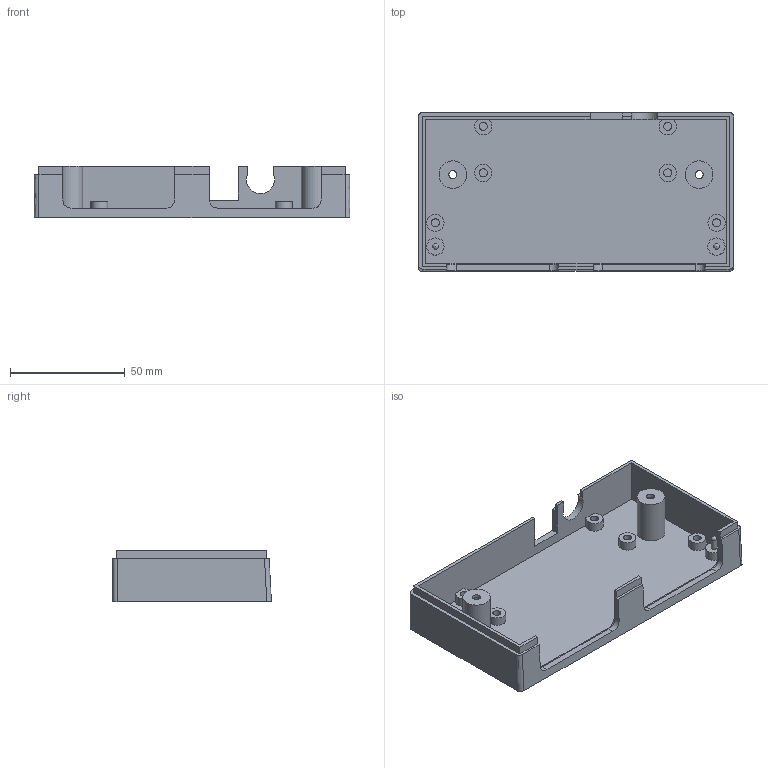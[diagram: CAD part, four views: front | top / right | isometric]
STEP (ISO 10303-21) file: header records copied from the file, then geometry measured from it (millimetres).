
FILE_DESCRIPTION(/* description */ ('STEP AP242','CAx-IF Rec.Pracs.---Representation and Presentation of Product Manufacturing Information (PMI)---4.0---2014-10-13','CAx-IF Rec.Pracs.---3D Tessellated Geometry---0.4---2014-09-14','2;1'),/* implementation_level */ '2;1');
FILE_NAME(/* name */ '687e5e619b7eec1ebb9a78eb',/* time_stamp */ '2025-07-21T15:36:01Z',/* author */ (''),/* organization */ (''),/* preprocessor_version */ 'ST-DEVELOPER v20',/* originating_system */ 'ONSHAPE BY PTC INC, 1.201',/* authorisation */ ' ');
FILE_SCHEMA (('AP242_MANAGED_MODEL_BASED_3D_ENGINEERING_MIM_LF { 1 0 10303 442 1 1 4 }'));
Length unit declared in the file: metre
Products named in the file (1): Bottom
Bounding box: 137.19 x 69.09 x 22.42 mm (x, y, z)
Volume: 46675 mm3; surface area: 35340.3 mm2
Topology: 1 solids, 1 shells, 102 faces, 242 edges, 162 vertices
Faces by surface type: plane 61, cylinder 27, bspline 14
Full cylindrical faces by diameter (mm): 2.5 x2, 3.5 x8, 7.5 x6, 8 x2, 12 x2, 13 x4
Entity records: 3426 total; most frequent: CARTESIAN_POINT 1269, ORIENTED_EDGE 408, DIRECTION 396, EDGE_CURVE 204, FACE_BOUND 154, VERTEX_POINT 152, EDGE_LOOP 152, AXIS2_PLACEMENT_3D 141
